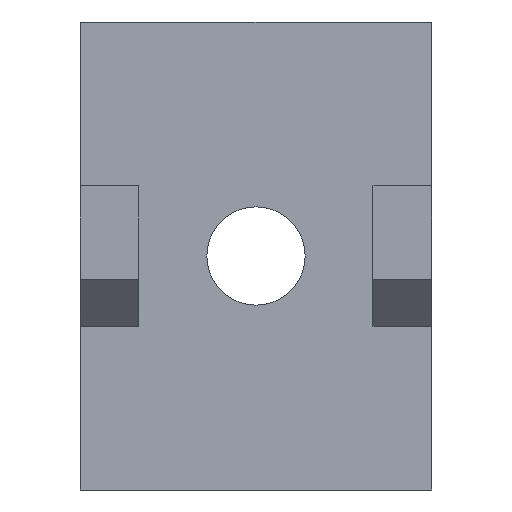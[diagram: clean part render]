
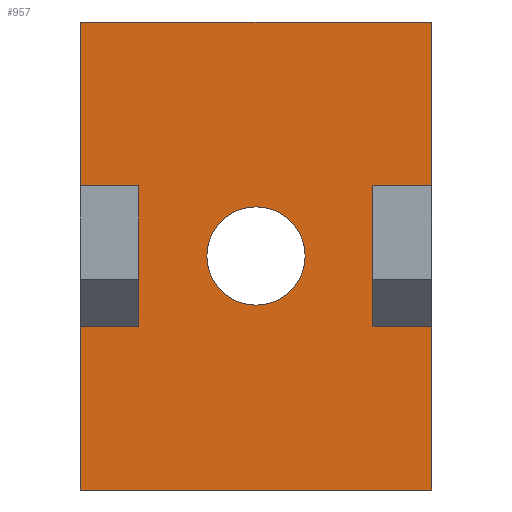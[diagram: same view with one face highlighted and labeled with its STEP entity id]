
A CAD part, front view. The second image highlights one B-rep face of the part: STEP entity #957.
In plain terms, the highlighted planar face has unit normal (0, -1, 0).
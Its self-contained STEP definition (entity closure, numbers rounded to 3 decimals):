
#18=FACE_BOUND('',#143,.T.);
#92=FACE_OUTER_BOUND('',#142,.T.);
#142=EDGE_LOOP('',(#841,#842,#843,#844,#845,#846,#847,#848,#849,#850,#851,
#852,#853,#854));
#143=EDGE_LOOP('',(#855));
#196=LINE('',#1521,#291);
#207=LINE('',#1608,#302);
#211=LINE('',#1615,#306);
#214=LINE('',#1619,#309);
#219=LINE('',#1651,#314);
#221=LINE('',#1655,#316);
#224=LINE('',#1664,#319);
#230=LINE('',#1677,#325);
#231=LINE('',#1680,#326);
#235=LINE('',#1687,#330);
#236=LINE('',#1689,#331);
#238=LINE('',#1696,#333);
#239=LINE('',#1697,#334);
#240=LINE('',#1698,#335);
#291=VECTOR('',#1175,10.);
#302=VECTOR('',#1212,10.);
#306=VECTOR('',#1216,10.);
#309=VECTOR('',#1221,10.);
#314=VECTOR('',#1242,10.);
#316=VECTOR('',#1246,10.);
#319=VECTOR('',#1255,10.);
#325=VECTOR('',#1265,10.);
#326=VECTOR('',#1268,10.);
#330=VECTOR('',#1274,10.);
#331=VECTOR('',#1277,10.);
#333=VECTOR('',#1285,10.);
#334=VECTOR('',#1286,10.);
#335=VECTOR('',#1287,10.);
#368=CIRCLE('',#1045,2.1);
#408=VERTEX_POINT('',#1426);
#426=VERTEX_POINT('',#1518);
#427=VERTEX_POINT('',#1520);
#437=VERTEX_POINT('',#1605);
#438=VERTEX_POINT('',#1607);
#441=VERTEX_POINT('',#1613);
#443=VERTEX_POINT('',#1623);
#445=VERTEX_POINT('',#1653);
#448=VERTEX_POINT('',#1662);
#450=VERTEX_POINT('',#1670);
#453=VERTEX_POINT('',#1675);
#454=VERTEX_POINT('',#1679);
#456=VERTEX_POINT('',#1685);
#457=VERTEX_POINT('',#1691);
#458=VERTEX_POINT('',#1695);
#537=EDGE_CURVE('',#426,#427,#196,.T.);
#557=EDGE_CURVE('',#437,#438,#207,.T.);
#561=EDGE_CURVE('',#441,#426,#211,.T.);
#564=EDGE_CURVE('',#408,#437,#214,.T.);
#573=EDGE_CURVE('',#443,#408,#219,.T.);
#575=EDGE_CURVE('',#445,#443,#221,.T.);
#579=EDGE_CURVE('',#441,#448,#224,.T.);
#585=EDGE_CURVE('',#453,#450,#230,.T.);
#586=EDGE_CURVE('',#450,#454,#231,.T.);
#590=EDGE_CURVE('',#448,#456,#235,.T.);
#591=EDGE_CURVE('',#456,#438,#236,.T.);
#593=EDGE_CURVE('',#457,#457,#368,.T.);
#594=EDGE_CURVE('',#458,#445,#238,.T.);
#595=EDGE_CURVE('',#454,#458,#239,.T.);
#596=EDGE_CURVE('',#427,#453,#240,.T.);
#841=ORIENTED_EDGE('',*,*,#591,.T.);
#842=ORIENTED_EDGE('',*,*,#557,.F.);
#843=ORIENTED_EDGE('',*,*,#564,.F.);
#844=ORIENTED_EDGE('',*,*,#573,.F.);
#845=ORIENTED_EDGE('',*,*,#575,.F.);
#846=ORIENTED_EDGE('',*,*,#594,.F.);
#847=ORIENTED_EDGE('',*,*,#595,.F.);
#848=ORIENTED_EDGE('',*,*,#586,.F.);
#849=ORIENTED_EDGE('',*,*,#585,.F.);
#850=ORIENTED_EDGE('',*,*,#596,.F.);
#851=ORIENTED_EDGE('',*,*,#537,.F.);
#852=ORIENTED_EDGE('',*,*,#561,.F.);
#853=ORIENTED_EDGE('',*,*,#579,.T.);
#854=ORIENTED_EDGE('',*,*,#590,.T.);
#855=ORIENTED_EDGE('',*,*,#593,.F.);
#910=PLANE('',#1046);
#957=ADVANCED_FACE('',(#92,#18),#910,.F.);
#1045=AXIS2_PLACEMENT_3D('',#1693,#1281,#1282);
#1046=AXIS2_PLACEMENT_3D('',#1694,#1283,#1284);
#1175=DIRECTION('',(-1.,0.,0.));
#1212=DIRECTION('',(0.,0.,-1.));
#1216=DIRECTION('',(0.,0.,-1.));
#1221=DIRECTION('',(1.,0.,0.));
#1242=DIRECTION('',(1.,0.,0.));
#1246=DIRECTION('',(1.,0.,0.));
#1255=DIRECTION('',(-1.,0.,0.));
#1265=DIRECTION('',(1.,0.,0.));
#1268=DIRECTION('',(0.,0.,1.));
#1274=DIRECTION('',(0.,0.,1.));
#1277=DIRECTION('',(1.,0.,0.));
#1281=DIRECTION('center_axis',(0.,-1.,0.));
#1282=DIRECTION('ref_axis',(1.,0.,0.));
#1283=DIRECTION('center_axis',(0.,1.,0.));
#1284=DIRECTION('ref_axis',(1.,0.,0.));
#1285=DIRECTION('',(0.,0.,1.));
#1286=DIRECTION('',(-1.,0.,0.));
#1287=DIRECTION('',(0.,0.,1.));
#1426=CARTESIAN_POINT('',(1.,0.,10.));
#1518=CARTESIAN_POINT('',(7.5,0.,-10.));
#1520=CARTESIAN_POINT('',(-7.5,0.,-10.));
#1521=CARTESIAN_POINT('',(7.5,0.,-10.));
#1605=CARTESIAN_POINT('',(7.5,0.,10.));
#1607=CARTESIAN_POINT('',(7.5,0.,3.));
#1608=CARTESIAN_POINT('',(7.5,0.,10.));
#1613=CARTESIAN_POINT('',(7.5,0.,-3.));
#1615=CARTESIAN_POINT('',(7.5,0.,10.));
#1619=CARTESIAN_POINT('',(-7.5,0.,10.));
#1623=CARTESIAN_POINT('',(-1.,0.,10.));
#1651=CARTESIAN_POINT('',(-7.5,0.,10.));
#1653=CARTESIAN_POINT('',(-7.5,0.,10.));
#1655=CARTESIAN_POINT('',(-7.5,0.,10.));
#1662=CARTESIAN_POINT('',(5.,0.,-3.));
#1664=CARTESIAN_POINT('',(2.5,0.,-3.));
#1670=CARTESIAN_POINT('',(-5.,0.,-3.));
#1675=CARTESIAN_POINT('',(-7.5,0.,-3.));
#1677=CARTESIAN_POINT('',(-7.5,0.,-3.));
#1679=CARTESIAN_POINT('',(-5.,0.,3.));
#1680=CARTESIAN_POINT('',(-5.,0.,-3.));
#1685=CARTESIAN_POINT('',(5.,0.,3.));
#1687=CARTESIAN_POINT('',(5.,0.,1.5));
#1689=CARTESIAN_POINT('',(3.75,0.,3.));
#1691=CARTESIAN_POINT('',(-2.1,0.,0.));
#1693=CARTESIAN_POINT('Origin',(0.,0.,0.));
#1694=CARTESIAN_POINT('Origin',(0.,0.,0.));
#1695=CARTESIAN_POINT('',(-7.5,0.,3.));
#1696=CARTESIAN_POINT('',(-7.5,0.,-10.));
#1697=CARTESIAN_POINT('',(-5.,0.,3.));
#1698=CARTESIAN_POINT('',(-7.5,0.,-10.));
